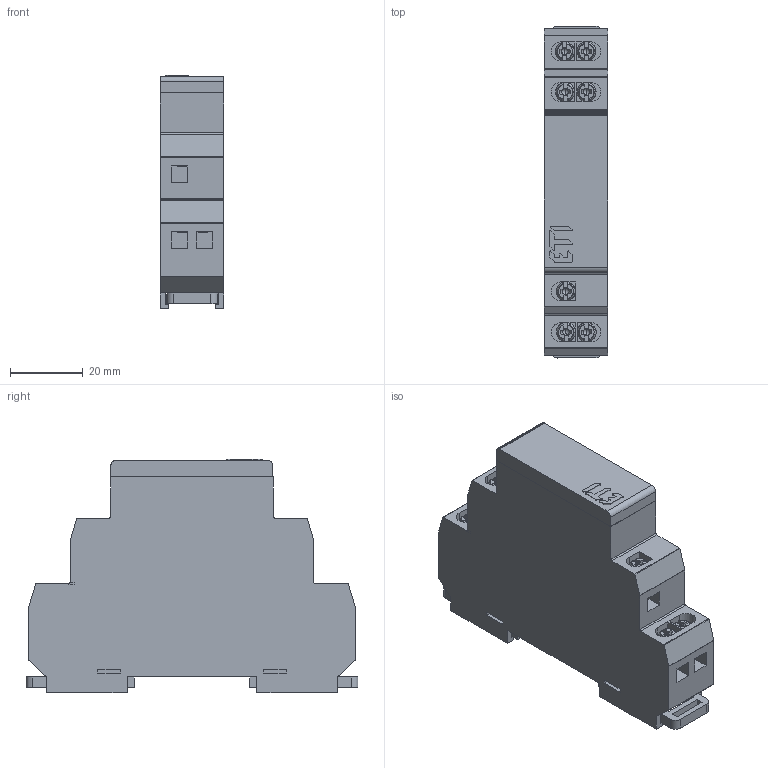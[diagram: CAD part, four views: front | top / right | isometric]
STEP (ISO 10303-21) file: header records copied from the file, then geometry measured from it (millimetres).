
FILE_DESCRIPTION((''),'2;1');
FILE_NAME('ASM0003_ASM','2020-11-12T',('marketing.praksa'),('Audax d.o.o.'),'CREO PARAMETRIC BY PTC INC, 2017480','CREO PARAMETRIC BY PTC INC, 2017480','');
FILE_SCHEMA(('AUTOMOTIVE_DESIGN { 1 0 10303 214 1 1 1 1 }'));
Length unit declared in the file: millimetre
Products named in the file (20): OPEN_CASCADE_STEP_TRANSLATO_AF0; OPEN_CASCADE_STEP_TRANSLA-102_1; OPEN_CASCADE_STEP_TRANSLA-126_1; OPEN_CASCADE_STEP_TRANSLA-150_1; OPEN_CASCADE_STEP_TRANSLA-153_1; OPEN_CASCADE_STEP_TRANSLA-157_1; OPEN_CASCADE_STEP_TRANSLA-279_1; OPEN_CASCADE_STEP_TRANSLA-286_1; OPEN_CASCADE_STEP_TRANSLA-300_1; OPEN_CASCADE_STEP_TRANSLATOR-_2_ASM; 89_SCREW_1_1; PRT0023_1_1; PRT0024_1_1; PRT0025_1_1; PRT0028_1_1; PRT0029_1_1; PRT0030_1_1; ASM0007_ASM_1_ASM_1_ASM; NEW_ASM_1_ASM; ASM0003_ASM
Assembly tree (19 placements, depth 5):
  ASM0003_ASM
    NEW_ASM_1_ASM
      ASM0007_ASM_1_ASM_1_ASM
        OPEN_CASCADE_STEP_TRANSLATOR-_2_ASM
          OPEN_CASCADE_STEP_TRANSLATO_AF0
          OPEN_CASCADE_STEP_TRANSLA-102_1
          OPEN_CASCADE_STEP_TRANSLA-126_1
          OPEN_CASCADE_STEP_TRANSLA-150_1
          OPEN_CASCADE_STEP_TRANSLA-153_1
          OPEN_CASCADE_STEP_TRANSLA-157_1
          OPEN_CASCADE_STEP_TRANSLA-279_1
          OPEN_CASCADE_STEP_TRANSLA-286_1
          OPEN_CASCADE_STEP_TRANSLA-300_1
        89_SCREW_1_1
        PRT0023_1_1
        PRT0024_1_1
        PRT0025_1_1
        PRT0028_1_1
        PRT0029_1_1
        PRT0030_1_1
Bounding box: 17.51 x 91.33 x 64.26 mm (x, y, z)
Volume: 5851.2 mm3; surface area: 21721.3 mm2
Topology: 16 solids, 17 shells, 625 faces, 1688 edges, 1103 vertices
Faces by surface type: plane 347, cylinder 133, cone 56, bspline 28, torus 28, extrusion 19, sphere 14
Entity records: 31102 total; most frequent: CARTESIAN_POINT 6661, ORIENTED_EDGE 3344, DIRECTION 3165, PRESENTATION_STYLE_ASSIGNMENT 2069, STYLED_ITEM 2027, CURVE_STYLE 1674, EDGE_CURVE 1674, AXIS2_PLACEMENT_3D 1113
